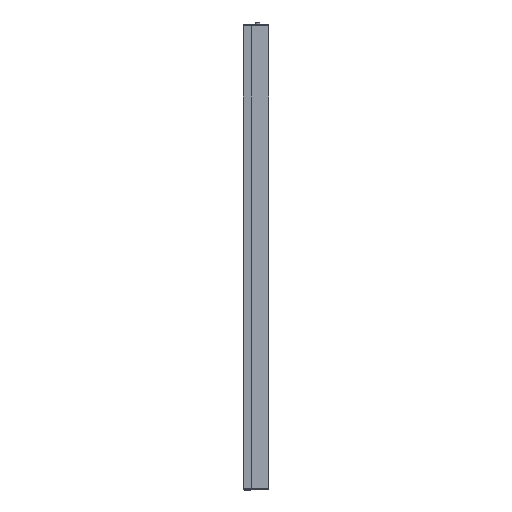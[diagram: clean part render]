
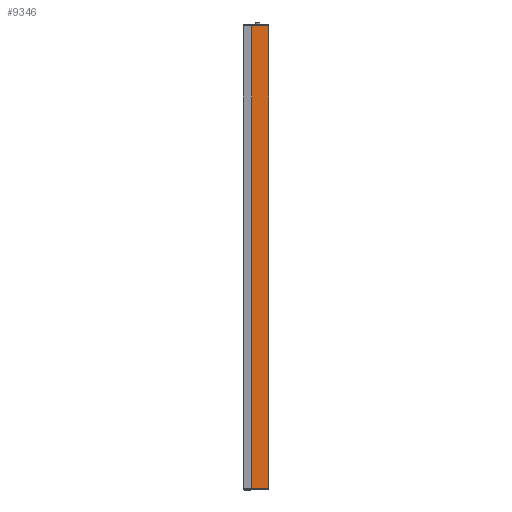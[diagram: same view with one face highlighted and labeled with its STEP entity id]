
A CAD part, left-side view. The second image highlights one B-rep face of the part: STEP entity #9346.
In plain terms, the highlighted planar face has unit normal (-1, 0, 0).
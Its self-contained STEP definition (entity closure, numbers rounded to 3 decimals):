
#1874 = DIRECTION ( 'NONE',  ( 0., 0., -1. ) ) ;
#2229 = AXIS2_PLACEMENT_3D ( 'NONE', #20541, #38076, #8300 ) ;
#4318 = CARTESIAN_POINT ( 'NONE',  ( -8.25, 0.3, 417. ) ) ;
#5243 = LINE ( 'NONE', #21922, #54905 ) ;
#5561 = VECTOR ( 'NONE', #29706, 1000. ) ;
#6823 = EDGE_LOOP ( 'NONE', ( #19125, #25123, #53107, #16107 ) ) ;
#8300 = DIRECTION ( 'NONE',  ( 0., 0., -1. ) ) ;
#9346 = ADVANCED_FACE ( 'NONE', ( #24703 ), #25811, .F. ) ;
#9928 = CARTESIAN_POINT ( 'NONE',  ( -8.25, 30.842, 417. ) ) ;
#12401 = EDGE_CURVE ( 'NONE', #18272, #51357, #36731, .T. ) ;
#14853 = VECTOR ( 'NONE', #29237, 1000. ) ;
#16107 = ORIENTED_EDGE ( 'NONE', *, *, #34864, .T. ) ;
#18272 = VERTEX_POINT ( 'NONE', #4318 ) ;
#19125 = ORIENTED_EDGE ( 'NONE', *, *, #34390, .T. ) ;
#19433 = VERTEX_POINT ( 'NONE', #9928 ) ;
#20541 = CARTESIAN_POINT ( 'NONE',  ( -8.25, 0.3, 417. ) ) ;
#21922 = CARTESIAN_POINT ( 'NONE',  ( -8.25, 30.842, 417. ) ) ;
#23617 = DIRECTION ( 'NONE',  ( 0., 0., -1. ) ) ;
#24703 = FACE_OUTER_BOUND ( 'NONE', #6823, .T. ) ;
#25123 = ORIENTED_EDGE ( 'NONE', *, *, #12401, .F. ) ;
#25802 = LINE ( 'NONE', #45383, #5561 ) ;
#25811 = PLANE ( 'NONE',  #2229 ) ;
#29237 = DIRECTION ( 'NONE',  ( 0., -1., 0. ) ) ;
#29489 = EDGE_CURVE ( 'NONE', #19433, #18272, #25802, .T. ) ;
#29706 = DIRECTION ( 'NONE',  ( 0., -1., 0. ) ) ;
#31970 = CARTESIAN_POINT ( 'NONE',  ( -8.25, 0.3, 417. ) ) ;
#33470 = CARTESIAN_POINT ( 'NONE',  ( -8.25, 0.3, -417. ) ) ;
#34390 = EDGE_CURVE ( 'NONE', #52437, #51357, #37873, .T. ) ;
#34864 = EDGE_CURVE ( 'NONE', #19433, #52437, #5243, .T. ) ;
#36731 = LINE ( 'NONE', #31970, #44627 ) ;
#37873 = LINE ( 'NONE', #43167, #14853 ) ;
#38076 = DIRECTION ( 'NONE',  ( 1., 0., 0. ) ) ;
#41925 = CARTESIAN_POINT ( 'NONE',  ( -8.25, 30.842, -417. ) ) ;
#43167 = CARTESIAN_POINT ( 'NONE',  ( -8.25, 0.3, -417. ) ) ;
#44627 = VECTOR ( 'NONE', #23617, 1000. ) ;
#45383 = CARTESIAN_POINT ( 'NONE',  ( -8.25, 0.3, 417. ) ) ;
#51357 = VERTEX_POINT ( 'NONE', #33470 ) ;
#52437 = VERTEX_POINT ( 'NONE', #41925 ) ;
#53107 = ORIENTED_EDGE ( 'NONE', *, *, #29489, .F. ) ;
#54905 = VECTOR ( 'NONE', #1874, 1000. ) ;
